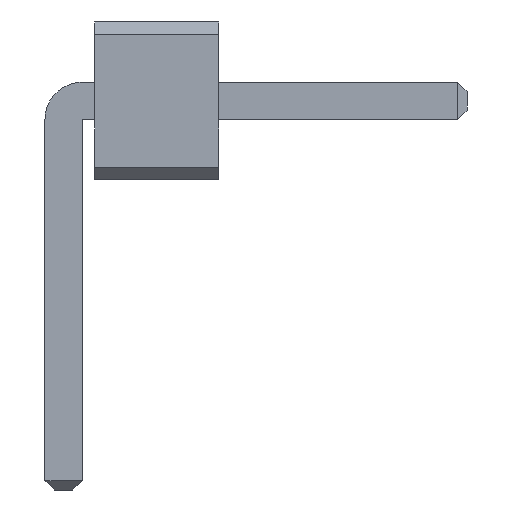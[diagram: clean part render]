
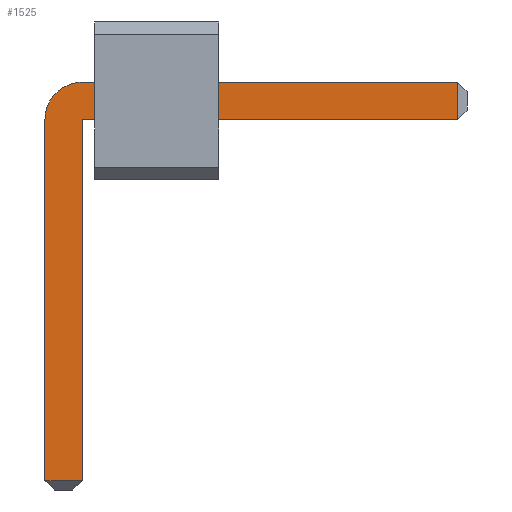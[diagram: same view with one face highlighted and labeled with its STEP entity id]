
A CAD part, front view. The second image highlights one B-rep face of the part: STEP entity #1525.
In plain terms, the highlighted planar face has unit normal (0, -1, 0).
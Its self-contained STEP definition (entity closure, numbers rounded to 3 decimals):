
#13=DIRECTION('',(0.,0.,1.));
#625=VECTOR('',#13,1.);
#1296=DIRECTION('',(0.,0.,-1.));
#1328=VECTOR('',#1329,1.);
#1329=DIRECTION('',(1.,0.,0.));
#1335=VECTOR('',#1296,1.);
#1342=VECTOR('',#1343,1.);
#1343=DIRECTION('',(-1.,0.,0.));
#1364=DIRECTION('',(-0.,1.,0.));
#1368=DIRECTION('',(0.,1.,0.));
#1369=DIRECTION('',(0.,0.,1.));
#1376=VERTEX_POINT('',#1377);
#1377=CARTESIAN_POINT('',(0.15,-9.15,0.785));
#1379=ORIENTED_EDGE('',*,*,#1380,.T.);
#1380=EDGE_CURVE('',#1376,#1381,#1383,.T.);
#1381=VERTEX_POINT('',#1382);
#1382=CARTESIAN_POINT('',(3.175,-9.15,0.785));
#1383=LINE('',#1384,#1328);
#1384=CARTESIAN_POINT('',(-0.15,-9.15,0.785));
#1421=EDGE_CURVE('',#1422,#1376,#1424,.T.);
#1422=VERTEX_POINT('',#1423);
#1423=CARTESIAN_POINT('',(-0.15,-9.15,0.485));
#1424=CIRCLE('',#1425,0.3);
#1425=AXIS2_PLACEMENT_3D('',#1426,#1364,#1296);
#1426=CARTESIAN_POINT('',(0.15,-9.15,0.485));
#1438=VERTEX_POINT('',#1439);
#1439=CARTESIAN_POINT('',(3.175,-9.15,0.485));
#1441=ORIENTED_EDGE('',*,*,#1442,.T.);
#1442=EDGE_CURVE('',#1438,#1443,#1444,.T.);
#1443=VERTEX_POINT('',#1426);
#1444=LINE('',#1445,#1342);
#1445=CARTESIAN_POINT('',(3.25,-9.15,0.485));
#1457=VERTEX_POINT('',#1458);
#1458=CARTESIAN_POINT('',(-0.15,-9.15,-2.425));
#1460=ORIENTED_EDGE('',*,*,#1461,.T.);
#1461=EDGE_CURVE('',#1457,#1422,#1462,.T.);
#1462=LINE('',#1463,#625);
#1463=CARTESIAN_POINT('',(-0.15,-9.15,-2.5));
#1471=ORIENTED_EDGE('',*,*,#1472,.T.);
#1472=EDGE_CURVE('',#1443,#1473,#1475,.T.);
#1473=VERTEX_POINT('',#1474);
#1474=CARTESIAN_POINT('',(0.15,-9.15,-2.425));
#1475=LINE('',#1426,#1335);
#1525=ADVANCED_FACE('',(#1526),#1535,.F.);
#1526=FACE_BOUND('',#1527,.F.);
#1527=EDGE_LOOP('',(#1379,#1528,#1441,#1471,#1531,#1460,#1534));
#1528=ORIENTED_EDGE('',*,*,#1529,.T.);
#1529=EDGE_CURVE('',#1381,#1438,#1530,.T.);
#1530=LINE('',#1382,#1335);
#1531=ORIENTED_EDGE('',*,*,#1532,.T.);
#1532=EDGE_CURVE('',#1473,#1457,#1533,.T.);
#1533=LINE('',#1474,#1342);
#1534=ORIENTED_EDGE('',*,*,#1421,.T.);
#1535=PLANE('',#1536);
#1536=AXIS2_PLACEMENT_3D('',#1537,#1368,#1369);
#1537=CARTESIAN_POINT('',(0.858,-9.15,-0.165));
